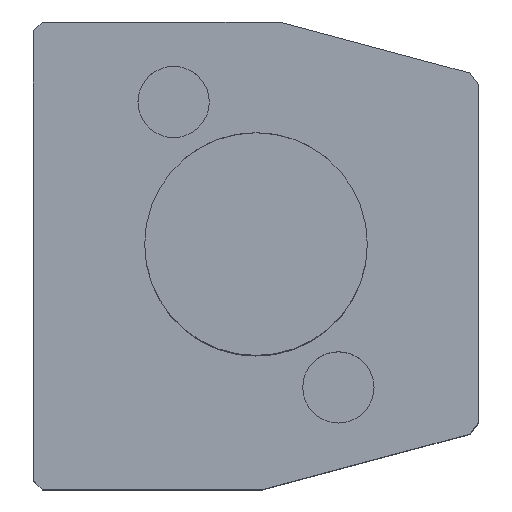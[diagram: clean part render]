
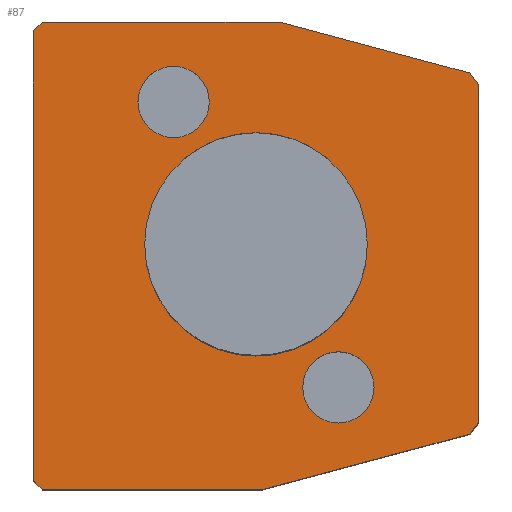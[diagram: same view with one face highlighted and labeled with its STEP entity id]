
A CAD part, top view. The second image highlights one B-rep face of the part: STEP entity #87.
In plain terms, the highlighted planar face has unit normal (0, 0, 1).
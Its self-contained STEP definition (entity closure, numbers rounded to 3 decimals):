
#44=FACE_BOUND('',#213,.T.);
#45=FACE_BOUND('',#214,.T.);
#46=FACE_BOUND('',#215,.T.);
#47=FACE_BOUND('',#216,.T.);
#61=CIRCLE('',#887,25.);
#62=CIRCLE('',#891,8.);
#63=CIRCLE('',#892,8.);
#87=ADVANCED_FACE('',(#44,#45,#46,#47),#130,.T.);
#130=PLANE('',#893);
#213=EDGE_LOOP('',(#377));
#214=EDGE_LOOP('',(#378));
#215=EDGE_LOOP('',(#379));
#216=EDGE_LOOP('',(#380,#381,#382,#383,#384,#385,#386,#387,#388,#389));
#377=ORIENTED_EDGE('',*,*,#620,.F.);
#378=ORIENTED_EDGE('',*,*,#621,.F.);
#379=ORIENTED_EDGE('',*,*,#615,.F.);
#380=ORIENTED_EDGE('',*,*,#539,.T.);
#381=ORIENTED_EDGE('',*,*,#606,.T.);
#382=ORIENTED_EDGE('',*,*,#604,.T.);
#383=ORIENTED_EDGE('',*,*,#602,.T.);
#384=ORIENTED_EDGE('',*,*,#600,.T.);
#385=ORIENTED_EDGE('',*,*,#598,.T.);
#386=ORIENTED_EDGE('',*,*,#535,.T.);
#387=ORIENTED_EDGE('',*,*,#596,.T.);
#388=ORIENTED_EDGE('',*,*,#622,.T.);
#389=ORIENTED_EDGE('',*,*,#623,.T.);
#461=VERTEX_POINT('',#1151);
#462=VERTEX_POINT('',#1153);
#465=VERTEX_POINT('',#1161);
#466=VERTEX_POINT('',#1162);
#507=VERTEX_POINT('',#1273);
#508=VERTEX_POINT('',#1277);
#509=VERTEX_POINT('',#1281);
#510=VERTEX_POINT('',#1285);
#511=VERTEX_POINT('',#1289);
#519=VERTEX_POINT('',#1310);
#524=VERTEX_POINT('',#1321);
#525=VERTEX_POINT('',#1323);
#526=VERTEX_POINT('',#1325);
#535=EDGE_CURVE('',#462,#461,#643,.T.);
#539=EDGE_CURVE('',#465,#466,#647,.T.);
#596=EDGE_CURVE('',#461,#507,#702,.T.);
#598=EDGE_CURVE('',#508,#462,#704,.T.);
#600=EDGE_CURVE('',#509,#508,#706,.T.);
#602=EDGE_CURVE('',#510,#509,#708,.T.);
#604=EDGE_CURVE('',#511,#510,#710,.T.);
#606=EDGE_CURVE('',#466,#511,#712,.T.);
#615=EDGE_CURVE('',#519,#519,#61,.T.);
#620=EDGE_CURVE('',#524,#524,#62,.T.);
#621=EDGE_CURVE('',#525,#525,#63,.T.);
#622=EDGE_CURVE('',#507,#526,#718,.T.);
#623=EDGE_CURVE('',#526,#465,#719,.T.);
#643=LINE('',#1152,#737);
#647=LINE('',#1160,#741);
#702=LINE('',#1272,#796);
#704=LINE('',#1276,#798);
#706=LINE('',#1280,#800);
#708=LINE('',#1284,#802);
#710=LINE('',#1288,#804);
#712=LINE('',#1292,#806);
#718=LINE('',#1324,#812);
#719=LINE('',#1326,#813);
#737=VECTOR('',#930,1.);
#741=VECTOR('',#936,1.);
#796=VECTOR('',#1021,1.);
#798=VECTOR('',#1025,1.);
#800=VECTOR('',#1029,1.);
#802=VECTOR('',#1033,1.);
#804=VECTOR('',#1037,1.);
#806=VECTOR('',#1041,1.);
#812=VECTOR('',#1071,1.);
#813=VECTOR('',#1072,1.);
#887=AXIS2_PLACEMENT_3D('',#1309,#1057,#1058);
#891=AXIS2_PLACEMENT_3D('',#1320,#1067,#1068);
#892=AXIS2_PLACEMENT_3D('',#1322,#1069,#1070);
#893=AXIS2_PLACEMENT_3D('',#1327,#1073,#1074);
#930=DIRECTION('',(0.,1.,0.));
#936=DIRECTION('',(-0.707,-0.707,0.));
#1021=DIRECTION('',(-0.609,0.793,0.));
#1025=DIRECTION('',(0.609,0.793,0.));
#1029=DIRECTION('',(0.966,0.259,0.));
#1033=DIRECTION('',(1.,0.,0.));
#1037=DIRECTION('',(0.707,-0.707,0.));
#1041=DIRECTION('',(0.,-1.,0.));
#1057=DIRECTION('',(0.,0.,1.));
#1058=DIRECTION('',(1.,0.,0.));
#1067=DIRECTION('',(0.,0.,1.));
#1068=DIRECTION('',(1.,0.,0.));
#1069=DIRECTION('',(0.,0.,1.));
#1070=DIRECTION('',(1.,0.,0.));
#1071=DIRECTION('',(-0.966,0.259,0.));
#1072=DIRECTION('',(-1.,0.,0.));
#1073=DIRECTION('',(0.,0.,1.));
#1074=DIRECTION('',(1.,0.,0.));
#1151=CARTESIAN_POINT('',(50.,36.,0.));
#1152=CARTESIAN_POINT('',(50.,-40.,0.));
#1153=CARTESIAN_POINT('',(50.,-40.,0.));
#1160=CARTESIAN_POINT('',(-48.,50.,0.));
#1161=CARTESIAN_POINT('',(-48.,50.,0.));
#1162=CARTESIAN_POINT('',(-50.,48.,0.));
#1272=CARTESIAN_POINT('',(50.,36.,0.));
#1273=CARTESIAN_POINT('',(48.068,38.518,0.));
#1276=CARTESIAN_POINT('',(48.068,-42.518,0.));
#1277=CARTESIAN_POINT('',(48.068,-42.518,0.));
#1280=CARTESIAN_POINT('',(1.483,-55.,0.));
#1281=CARTESIAN_POINT('',(1.483,-55.,0.));
#1284=CARTESIAN_POINT('',(-48.,-55.,0.));
#1285=CARTESIAN_POINT('',(-48.,-55.,0.));
#1288=CARTESIAN_POINT('',(-48.,-55.,0.));
#1289=CARTESIAN_POINT('',(-50.,-53.,0.));
#1292=CARTESIAN_POINT('',(-50.,48.,0.));
#1309=CARTESIAN_POINT('',(0.,0.,0.));
#1310=CARTESIAN_POINT('',(25.,0.,0.));
#1320=CARTESIAN_POINT('',(18.5,-32.043,0.));
#1321=CARTESIAN_POINT('',(26.5,-32.043,0.));
#1322=CARTESIAN_POINT('',(-18.5,32.043,0.));
#1323=CARTESIAN_POINT('',(-10.5,32.043,0.));
#1324=CARTESIAN_POINT('',(5.215,50.,0.));
#1325=CARTESIAN_POINT('',(5.215,50.,0.));
#1326=CARTESIAN_POINT('',(5.215,50.,0.));
#1327=CARTESIAN_POINT('',(-100.5,-2.5,0.));
